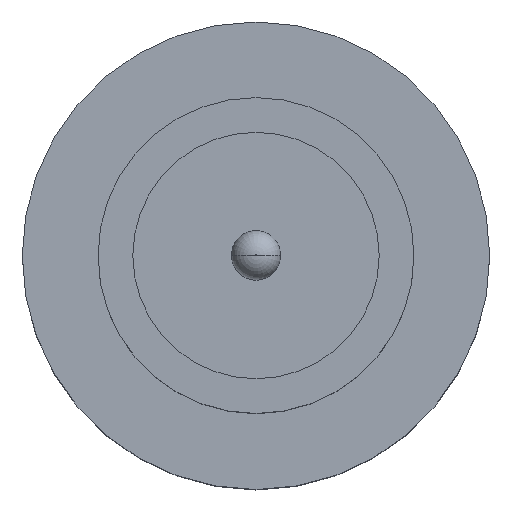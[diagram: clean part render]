
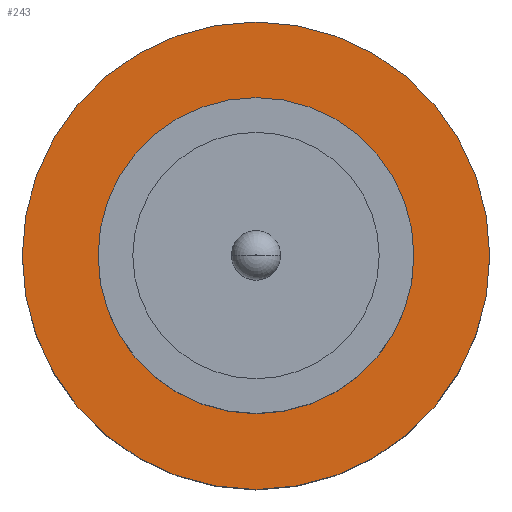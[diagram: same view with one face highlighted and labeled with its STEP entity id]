
A CAD part, top view. The second image highlights one B-rep face of the part: STEP entity #243.
In plain terms, the highlighted planar face has unit normal (0, 0, 1).
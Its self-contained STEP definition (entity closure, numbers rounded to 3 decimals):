
#25 = DIRECTION ( 'NONE',  ( 1., 0., 0. ) ) ;
#34 = DIRECTION ( 'NONE',  ( 0., 0., 1. ) ) ;
#100 = CARTESIAN_POINT ( 'NONE',  ( 0., 0., 1.55 ) ) ;
#113 = DIRECTION ( 'NONE',  ( 0., 0., 1. ) ) ;
#126 = PLANE ( 'NONE',  #277 ) ;
#129 = CARTESIAN_POINT ( 'NONE',  ( 1.85, 0., 1.55 ) ) ;
#140 = EDGE_LOOP ( 'NONE', ( #703, #157 ) ) ;
#157 = ORIENTED_EDGE ( 'NONE', *, *, #498, .F. ) ;
#158 = ORIENTED_EDGE ( 'NONE', *, *, #553, .T. ) ;
#164 = CARTESIAN_POINT ( 'NONE',  ( 1.25, 0., 1.55 ) ) ;
#177 = AXIS2_PLACEMENT_3D ( 'NONE', #591, #353, #25 ) ;
#203 = CIRCLE ( 'NONE', #725, 1.25 ) ;
#210 = VERTEX_POINT ( 'NONE', #619 ) ;
#228 = DIRECTION ( 'NONE',  ( 0., 0., 1. ) ) ;
#243 = ADVANCED_FACE ( 'NONE', ( #678, #808 ), #126, .T. ) ;
#256 = DIRECTION ( 'NONE',  ( 1., 0., 0. ) ) ;
#277 = AXIS2_PLACEMENT_3D ( 'NONE', #563, #616, #256 ) ;
#294 = DIRECTION ( 'NONE',  ( 1., 0., 0. ) ) ;
#304 = CARTESIAN_POINT ( 'NONE',  ( 0., 0., 1.55 ) ) ;
#353 = DIRECTION ( 'NONE',  ( 0., 0., 1. ) ) ;
#369 = VERTEX_POINT ( 'NONE', #575 ) ;
#395 = CIRCLE ( 'NONE', #686, 1.85 ) ;
#440 = EDGE_CURVE ( 'NONE', #369, #735, #395, .T. ) ;
#449 = EDGE_CURVE ( 'NONE', #452, #210, #203, .T. ) ;
#452 = VERTEX_POINT ( 'NONE', #164 ) ;
#485 = AXIS2_PLACEMENT_3D ( 'NONE', #304, #113, #802 ) ;
#498 = EDGE_CURVE ( 'NONE', #210, #452, #640, .T. ) ;
#553 = EDGE_CURVE ( 'NONE', #735, #369, #752, .T. ) ;
#563 = CARTESIAN_POINT ( 'NONE',  ( 0., 0., 1.55 ) ) ;
#575 = CARTESIAN_POINT ( 'NONE',  ( -1.85, 0., 1.55 ) ) ;
#591 = CARTESIAN_POINT ( 'NONE',  ( 0., 0., 1.55 ) ) ;
#616 = DIRECTION ( 'NONE',  ( 0., 0., 1. ) ) ;
#619 = CARTESIAN_POINT ( 'NONE',  ( -1.25, 0., 1.55 ) ) ;
#640 = CIRCLE ( 'NONE', #177, 1.25 ) ;
#650 = DIRECTION ( 'NONE',  ( 1., 0., 0. ) ) ;
#658 = CARTESIAN_POINT ( 'NONE',  ( 0., 0., 1.55 ) ) ;
#678 = FACE_BOUND ( 'NONE', #140, .T. ) ;
#686 = AXIS2_PLACEMENT_3D ( 'NONE', #658, #34, #294 ) ;
#689 = ORIENTED_EDGE ( 'NONE', *, *, #440, .T. ) ;
#703 = ORIENTED_EDGE ( 'NONE', *, *, #449, .F. ) ;
#725 = AXIS2_PLACEMENT_3D ( 'NONE', #100, #228, #650 ) ;
#735 = VERTEX_POINT ( 'NONE', #129 ) ;
#752 = CIRCLE ( 'NONE', #485, 1.85 ) ;
#794 = EDGE_LOOP ( 'NONE', ( #689, #158 ) ) ;
#802 = DIRECTION ( 'NONE',  ( 1., 0., 0. ) ) ;
#808 = FACE_OUTER_BOUND ( 'NONE', #794, .T. ) ;
